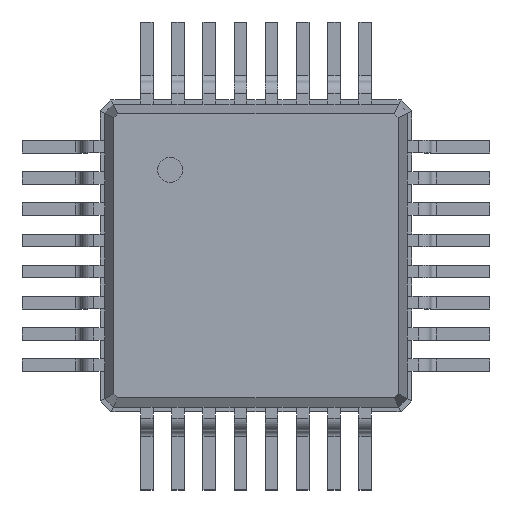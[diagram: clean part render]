
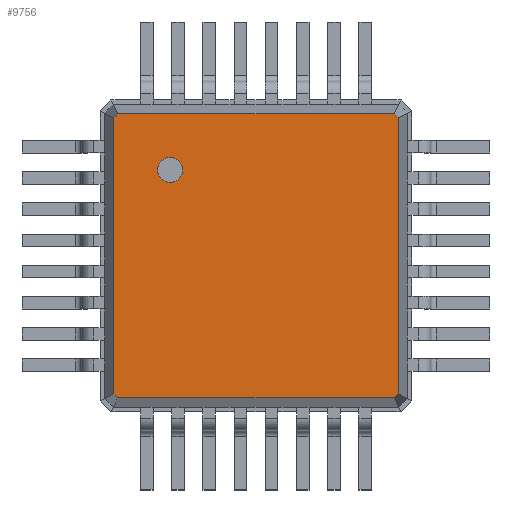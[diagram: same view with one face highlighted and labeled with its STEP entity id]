
A CAD part, top view. The second image highlights one B-rep face of the part: STEP entity #9756.
In plain terms, the highlighted planar face has unit normal (0, 0, 1).
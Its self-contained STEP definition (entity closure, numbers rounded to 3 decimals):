
#13=DIRECTION('',(0.,0.,1.));
#27=VECTOR('',#28,1.);
#28=DIRECTION('',(1.,0.,0.));
#34=VECTOR('',#35,1.);
#35=DIRECTION('',(0.,-1.,0.));
#118=VECTOR('',#119,1.);
#119=DIRECTION('',(0.707,0.707,0.));
#125=VECTOR('',#126,1.);
#126=DIRECTION('',(0.,1.,0.));
#132=VECTOR('',#133,1.);
#133=DIRECTION('',(-0.707,0.707,0.));
#139=VECTOR('',#140,1.);
#140=DIRECTION('',(-1.,0.,0.));
#146=VECTOR('',#147,1.);
#147=DIRECTION('',(-0.707,-0.707,0.));
#156=VECTOR('',#157,1.);
#157=DIRECTION('',(0.707,-0.707,0.));
#6726=VERTEX_POINT('',#6727);
#6727=CARTESIAN_POINT('',(2.213,2.276,1.6));
#6729=ORIENTED_EDGE('',*,*,#6730,.F.);
#6730=EDGE_CURVE('',#6731,#6726,#6733,.T.);
#6731=VERTEX_POINT('',#6732);
#6732=CARTESIAN_POINT('',(-2.213,2.276,1.6));
#6733=LINE('',#6732,#27);
#7456=ORIENTED_EDGE('',*,*,#7457,.F.);
#7457=EDGE_CURVE('',#7458,#6731,#7460,.T.);
#7458=VERTEX_POINT('',#7459);
#7459=CARTESIAN_POINT('',(-2.276,2.213,1.6));
#7460=LINE('',#7459,#118);
#7471=VERTEX_POINT('',#7472);
#7472=CARTESIAN_POINT('',(2.276,2.213,1.6));
#7474=ORIENTED_EDGE('',*,*,#7475,.F.);
#7475=EDGE_CURVE('',#6726,#7471,#7476,.T.);
#7476=LINE('',#6727,#156);
#7508=ORIENTED_EDGE('',*,*,#7509,.F.);
#7509=EDGE_CURVE('',#7510,#7458,#7512,.T.);
#7510=VERTEX_POINT('',#7511);
#7511=CARTESIAN_POINT('',(-2.276,-2.213,1.6));
#7512=LINE('',#7511,#125);
#8260=VERTEX_POINT('',#8261);
#8261=CARTESIAN_POINT('',(2.276,-2.213,1.6));
#8263=ORIENTED_EDGE('',*,*,#8264,.F.);
#8264=EDGE_CURVE('',#7471,#8260,#8265,.T.);
#8265=LINE('',#7472,#34);
#8986=ORIENTED_EDGE('',*,*,#8987,.F.);
#8987=EDGE_CURVE('',#8988,#7510,#8990,.T.);
#8988=VERTEX_POINT('',#8989);
#8989=CARTESIAN_POINT('',(-2.213,-2.276,1.6));
#8990=LINE('',#8989,#132);
#9001=VERTEX_POINT('',#9002);
#9002=CARTESIAN_POINT('',(2.213,-2.276,1.6));
#9004=ORIENTED_EDGE('',*,*,#9005,.F.);
#9005=EDGE_CURVE('',#8260,#9001,#9006,.T.);
#9006=LINE('',#8261,#146);
#9038=ORIENTED_EDGE('',*,*,#9039,.F.);
#9039=EDGE_CURVE('',#9001,#8988,#9040,.T.);
#9040=LINE('',#9002,#139);
#9756=ADVANCED_FACE('',(#9757,#9759),#9768,.T.);
#9757=FACE_BOUND('',#9758,.T.);
#9758=EDGE_LOOP('',(#6729,#7456,#7508,#8986,#9038,#9004,#8263,#7474));
#9759=FACE_BOUND('',#9760,.T.);
#9760=EDGE_LOOP('',(#9761));
#9761=ORIENTED_EDGE('',*,*,#9762,.F.);
#9762=EDGE_CURVE('',#9763,#9763,#9765,.T.);
#9763=VERTEX_POINT('',#9764);
#9764=CARTESIAN_POINT('',(-1.376,1.176,1.6));
#9765=CIRCLE('',#9766,0.2);
#9766=AXIS2_PLACEMENT_3D('',#9767,#13,#35);
#9767=CARTESIAN_POINT('',(-1.376,1.376,1.6));
#9768=PLANE('',#9769);
#9769=AXIS2_PLACEMENT_3D('',#6732,#13,#9770);
#9770=DIRECTION('',(0.697,-0.717,0.));
